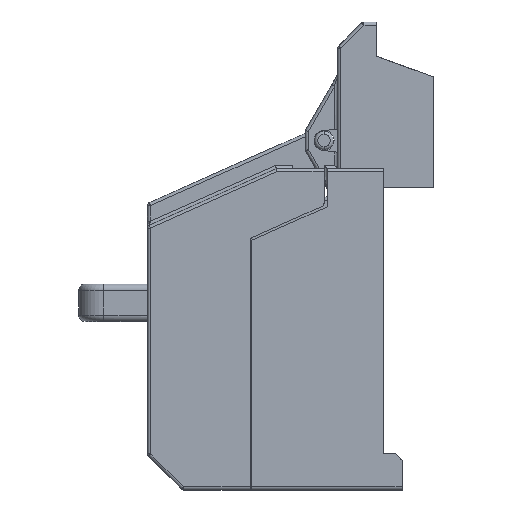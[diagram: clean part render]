
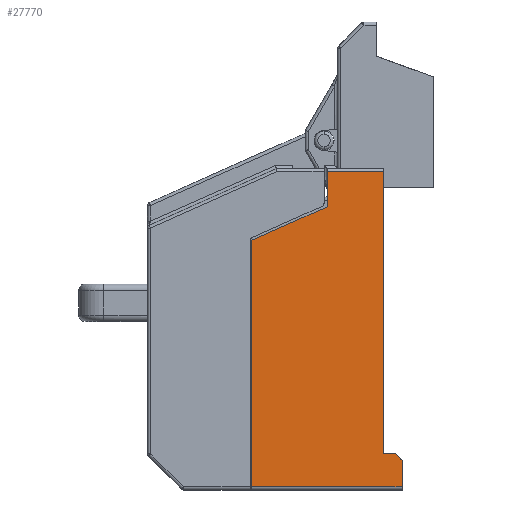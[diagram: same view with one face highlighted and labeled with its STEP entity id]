
A CAD part, front view. The second image highlights one B-rep face of the part: STEP entity #27770.
In plain terms, the highlighted planar face has unit normal (0, -1, 0).
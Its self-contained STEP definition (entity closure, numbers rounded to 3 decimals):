
#1601=DIRECTION('',(1.,0.,0.));
#1602=VECTOR('',#1601,24.1);
#1603=CARTESIAN_POINT('',(-83.7,-26.65,
-26.069));
#1604=LINE('',#1603,#1602);
#1614=DIRECTION('',(0.,0.,1.));
#1615=VECTOR('',#1614,4.3);
#1616=CARTESIAN_POINT('',(-59.6,-26.65,
-26.069));
#1617=LINE('',#1616,#1615);
#1630=DIRECTION('',(-1.,0.,0.));
#1631=VECTOR('',#1630,2.);
#1632=CARTESIAN_POINT('',(-60.6,-26.65,
-20.769));
#1633=LINE('',#1632,#1631);
#1698=DIRECTION('',(0.,0.,1.));
#1699=VECTOR('',#1698,45.2);
#1700=CARTESIAN_POINT('',(-62.6,-26.65,
-20.769));
#1701=LINE('',#1700,#1699);
#1707=DIRECTION('',(0.,0.,1.));
#1708=VECTOR('',#1707,39.5);
#1709=CARTESIAN_POINT('',(-83.7,-26.65,
-26.069));
#1710=LINE('',#1709,#1708);
#1711=DIRECTION('',(0.914,0.,0.407));
#1712=VECTOR('',#1711,13.245);
#1713=CARTESIAN_POINT('',(-83.7,-26.65,
13.431));
#1714=LINE('',#1713,#1712);
#1715=DIRECTION('',(0.,0.,1.));
#1716=VECTOR('',#1715,5.613);
#1717=CARTESIAN_POINT('',(-71.6,-26.65,
18.818));
#1718=LINE('',#1717,#1716);
#1719=DIRECTION('',(0.707,0.,-0.707));
#1720=VECTOR('',#1719,1.414);
#1721=CARTESIAN_POINT('',(-60.6,-26.65,
-20.769));
#1722=LINE('',#1721,#1720);
#19972=DIRECTION('',(-1.,0.,0.));
#19973=VECTOR('',#19972,9.);
#19974=CARTESIAN_POINT('',(-62.6,-26.65,
24.431));
#19975=LINE('',#19974,#19973);
#21600=CARTESIAN_POINT('',(-71.6,-26.65,
24.431));
#21602=VERTEX_POINT('',#21600);
#21603=CARTESIAN_POINT('',(-71.6,-26.65,
18.818));
#21604=VERTEX_POINT('',#21603);
#22820=CARTESIAN_POINT('',(-83.7,-26.65,
-26.069));
#22821=CARTESIAN_POINT('',(-83.7,-26.65,
13.431));
#22822=VERTEX_POINT('',#22820);
#22823=VERTEX_POINT('',#22821);
#23264=CARTESIAN_POINT('',(-60.6,-26.65,
-20.769));
#23265=CARTESIAN_POINT('',(-59.6,-26.65,
-21.769));
#23266=VERTEX_POINT('',#23264);
#23267=VERTEX_POINT('',#23265);
#23272=CARTESIAN_POINT('',(-59.6,-26.65,
-26.069));
#23273=VERTEX_POINT('',#23272);
#23278=CARTESIAN_POINT('',(-62.6,-26.65,
-20.769));
#23279=VERTEX_POINT('',#23278);
#23280=CARTESIAN_POINT('',(-62.6,-26.65,
24.431));
#23281=VERTEX_POINT('',#23280);
#27751=CARTESIAN_POINT('',(-71.65,-26.65,
-0.819));
#27752=DIRECTION('',(0.,1.,0.));
#27753=DIRECTION('',(0.,0.,-1.));
#27754=AXIS2_PLACEMENT_3D('',#27751,#27752,#27753);
#27755=PLANE('',#27754);
#27756=ORIENTED_EDGE('',*,*,#27602,.F.);
#27757=ORIENTED_EDGE('',*,*,#27579,.F.);
#27758=ORIENTED_EDGE('',*,*,#27442,.T.);
#27760=ORIENTED_EDGE('',*,*,#27759,.T.);
#27762=ORIENTED_EDGE('',*,*,#27761,.T.);
#27764=ORIENTED_EDGE('',*,*,#27763,.F.);
#27765=ORIENTED_EDGE('',*,*,#27733,.F.);
#27766=ORIENTED_EDGE('',*,*,#27644,.F.);
#27767=ORIENTED_EDGE('',*,*,#27624,.T.);
#27768=EDGE_LOOP('',(#27756,#27757,#27758,#27760,#27762,#27764,#27765,#27766,
#27767));
#27769=FACE_OUTER_BOUND('',#27768,.F.);
#27442=EDGE_CURVE('',#22822,#22823,#1710,.T.);
#27579=EDGE_CURVE('',#22822,#23273,#1604,.T.);
#27602=EDGE_CURVE('',#23273,#23267,#1617,.T.);
#27624=EDGE_CURVE('',#23266,#23267,#1722,.T.);
#27644=EDGE_CURVE('',#23266,#23279,#1633,.T.);
#27733=EDGE_CURVE('',#23279,#23281,#1701,.T.);
#27759=EDGE_CURVE('',#22823,#21604,#1714,.T.);
#27761=EDGE_CURVE('',#21604,#21602,#1718,.T.);
#27763=EDGE_CURVE('',#23281,#21602,#19975,.T.);
#27770=ADVANCED_FACE('',(#27769),#27755,.F.);
